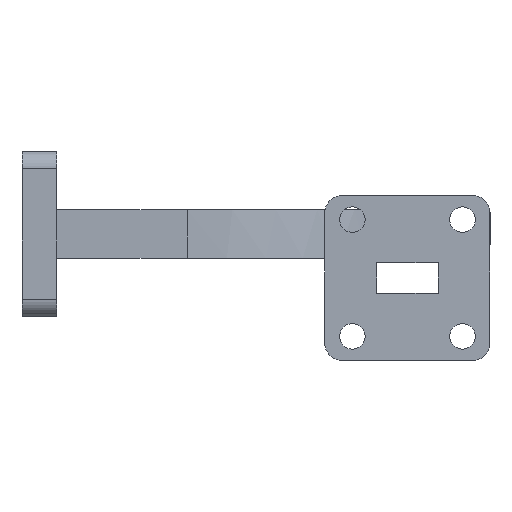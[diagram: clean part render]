
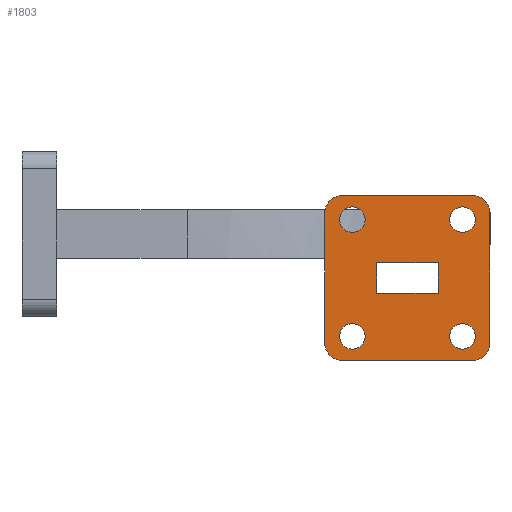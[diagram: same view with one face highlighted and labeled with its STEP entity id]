
A CAD part, left-side view. The second image highlights one B-rep face of the part: STEP entity #1803.
In plain terms, the highlighted planar face has unit normal (-1, 0, 0).
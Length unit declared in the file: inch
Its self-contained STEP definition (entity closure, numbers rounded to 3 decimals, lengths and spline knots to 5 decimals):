
#44 = CIRCLE ( 'NONE', #388, 0.058 ) ;
#55 = CARTESIAN_POINT ( 'NONE',  ( 0., -0.14, -0.07 ) ) ;
#66 = VERTEX_POINT ( 'NONE', #1114 ) ;
#67 = DIRECTION ( 'NONE',  ( -1., 0., 0. ) ) ;
#89 = AXIS2_PLACEMENT_3D ( 'NONE', #673, #2053, #1293 ) ;
#99 = VERTEX_POINT ( 'NONE', #2347 ) ;
#189 = EDGE_CURVE ( 'NONE', #99, #1124, #2144, .T. ) ;
#193 = DIRECTION ( 'NONE',  ( 0., 0., 1. ) ) ;
#196 = CIRCLE ( 'NONE', #634, 0.058 ) ;
#207 = EDGE_CURVE ( 'NONE', #1938, #1262, #1309, .T. ) ;
#209 = ORIENTED_EDGE ( 'NONE', *, *, #2142, .F. ) ;
#215 = CARTESIAN_POINT ( 'NONE',  ( 0., -0.375, -0.375 ) ) ;
#229 = PLANE ( 'NONE',  #895 ) ;
#230 = LINE ( 'NONE', #215, #574 ) ;
#275 = EDGE_CURVE ( 'NONE', #1315, #481, #1001, .T. ) ;
#308 = CARTESIAN_POINT ( 'NONE',  ( 0., 0.375, 0.29626 ) ) ;
#346 = EDGE_LOOP ( 'NONE', ( #1067, #874, #1657, #1000 ) ) ;
#388 = AXIS2_PLACEMENT_3D ( 'NONE', #1008, #996, #1201 ) ;
#392 = ORIENTED_EDGE ( 'NONE', *, *, #2506, .T. ) ;
#393 = DIRECTION ( 'NONE',  ( 0., 0., -1. ) ) ;
#438 = VERTEX_POINT ( 'NONE', #872 ) ;
#450 = CARTESIAN_POINT ( 'NONE',  ( 0., 0.25, -0.20696 ) ) ;
#469 = EDGE_LOOP ( 'NONE', ( #2077 ) ) ;
#481 = VERTEX_POINT ( 'NONE', #2069 ) ;
#497 = DIRECTION ( 'NONE',  ( 0., 0., 1. ) ) ;
#524 = DIRECTION ( 'NONE',  ( 0., -1., 0. ) ) ;
#530 = ORIENTED_EDGE ( 'NONE', *, *, #1241, .T. ) ;
#548 = DIRECTION ( 'NONE',  ( 0., 0., 1. ) ) ;
#574 = VECTOR ( 'NONE', #1822, 39.37008 ) ;
#634 = AXIS2_PLACEMENT_3D ( 'NONE', #1665, #1497, #497 ) ;
#637 = VECTOR ( 'NONE', #548, 39.37008 ) ;
#638 = ORIENTED_EDGE ( 'NONE', *, *, #2337, .F. ) ;
#672 = CARTESIAN_POINT ( 'NONE',  ( 0., 0.25, -0.26496 ) ) ;
#673 = CARTESIAN_POINT ( 'NONE',  ( 0., 0.29626, -0.29626 ) ) ;
#730 = EDGE_CURVE ( 'NONE', #1388, #481, #939, .T. ) ;
#737 = DIRECTION ( 'NONE',  ( 0., -1., 0. ) ) ;
#813 = CARTESIAN_POINT ( 'NONE',  ( 0., 0.25, 0.32296 ) ) ;
#817 = EDGE_LOOP ( 'NONE', ( #2078 ) ) ;
#829 = EDGE_CURVE ( 'NONE', #926, #66, #835, .T. ) ;
#835 = LINE ( 'NONE', #1235, #2228 ) ;
#838 = FACE_BOUND ( 'NONE', #817, .T. ) ;
#872 = CARTESIAN_POINT ( 'NONE',  ( 0., -0.25, -0.20696 ) ) ;
#874 = ORIENTED_EDGE ( 'NONE', *, *, #2029, .T. ) ;
#895 = AXIS2_PLACEMENT_3D ( 'NONE', #1992, #1045, #193 ) ;
#898 = ORIENTED_EDGE ( 'NONE', *, *, #1543, .F. ) ;
#926 = VERTEX_POINT ( 'NONE', #2505 ) ;
#939 = CIRCLE ( 'NONE', #1546, 0.07874 ) ;
#942 = CARTESIAN_POINT ( 'NONE',  ( 0., -0.29626, -0.375 ) ) ;
#952 = DIRECTION ( 'NONE',  ( -1., 0., 0. ) ) ;
#967 = DIRECTION ( 'NONE',  ( -1., 0., 0. ) ) ;
#996 = DIRECTION ( 'NONE',  ( -1., 0., 0. ) ) ;
#1000 = ORIENTED_EDGE ( 'NONE', *, *, #1937, .T. ) ;
#1001 = LINE ( 'NONE', #1616, #1226 ) ;
#1008 = CARTESIAN_POINT ( 'NONE',  ( 0., -0.25, -0.26496 ) ) ;
#1017 = FACE_BOUND ( 'NONE', #469, .T. ) ;
#1028 = EDGE_LOOP ( 'NONE', ( #209, #392, #638, #2258, #1243, #530, #1869, #1188 ) ) ;
#1045 = DIRECTION ( 'NONE',  ( -1., 0., 0. ) ) ;
#1067 = ORIENTED_EDGE ( 'NONE', *, *, #189, .T. ) ;
#1084 = DIRECTION ( 'NONE',  ( 0., 0., 1. ) ) ;
#1101 = CIRCLE ( 'NONE', #2335, 0.058 ) ;
#1108 = DIRECTION ( 'NONE',  ( -1., 0., 0. ) ) ;
#1110 = CARTESIAN_POINT ( 'NONE',  ( 0., -0.375, 0.375 ) ) ;
#1114 = CARTESIAN_POINT ( 'NONE',  ( 0., -0.14, -0.07 ) ) ;
#1119 = CARTESIAN_POINT ( 'NONE',  ( 0., 0.14, -0.07 ) ) ;
#1124 = VERTEX_POINT ( 'NONE', #1334 ) ;
#1188 = ORIENTED_EDGE ( 'NONE', *, *, #207, .T. ) ;
#1195 = VERTEX_POINT ( 'NONE', #2198 ) ;
#1201 = DIRECTION ( 'NONE',  ( 0., 0., 1. ) ) ;
#1207 = FACE_BOUND ( 'NONE', #2043, .T. ) ;
#1226 = VECTOR ( 'NONE', #393, 39.37008 ) ;
#1235 = CARTESIAN_POINT ( 'NONE',  ( 0., -0.14, -0.07 ) ) ;
#1241 = EDGE_CURVE ( 'NONE', #1315, #1582, #1475, .T. ) ;
#1242 = CIRCLE ( 'NONE', #89, 0.07874 ) ;
#1243 = ORIENTED_EDGE ( 'NONE', *, *, #275, .F. ) ;
#1246 = VERTEX_POINT ( 'NONE', #813 ) ;
#1258 = CARTESIAN_POINT ( 'NONE',  ( 0., -0.25, 0.32296 ) ) ;
#1262 = VERTEX_POINT ( 'NONE', #308 ) ;
#1292 = LINE ( 'NONE', #55, #2224 ) ;
#1293 = DIRECTION ( 'NONE',  ( 0., -1., 0. ) ) ;
#1309 = CIRCLE ( 'NONE', #1509, 0.07874 ) ;
#1315 = VERTEX_POINT ( 'NONE', #1603 ) ;
#1318 = DIRECTION ( 'NONE',  ( 0., -1., 0. ) ) ;
#1334 = CARTESIAN_POINT ( 'NONE',  ( 0., 0.14, 0.07 ) ) ;
#1347 = DIRECTION ( 'NONE',  ( 0., 0., 1. ) ) ;
#1364 = EDGE_CURVE ( 'NONE', #1938, #1582, #2124, .T. ) ;
#1365 = EDGE_LOOP ( 'NONE', ( #1532 ) ) ;
#1388 = VERTEX_POINT ( 'NONE', #942 ) ;
#1436 = DIRECTION ( 'NONE',  ( 0., -1., 0. ) ) ;
#1463 = DIRECTION ( 'NONE',  ( 0., 1., 0. ) ) ;
#1466 = EDGE_CURVE ( 'NONE', #438, #438, #44, .T. ) ;
#1475 = CIRCLE ( 'NONE', #1839, 0.07874 ) ;
#1497 = DIRECTION ( 'NONE',  ( -1., 0., 0. ) ) ;
#1509 = AXIS2_PLACEMENT_3D ( 'NONE', #2553, #952, #524 ) ;
#1529 = CARTESIAN_POINT ( 'NONE',  ( 0., -0.29626, -0.29626 ) ) ;
#1532 = ORIENTED_EDGE ( 'NONE', *, *, #1466, .F. ) ;
#1543 = EDGE_CURVE ( 'NONE', #2152, #2152, #2422, .T. ) ;
#1546 = AXIS2_PLACEMENT_3D ( 'NONE', #1529, #967, #2571 ) ;
#1582 = VERTEX_POINT ( 'NONE', #2254 ) ;
#1603 = CARTESIAN_POINT ( 'NONE',  ( 0., -0.375, 0.29626 ) ) ;
#1611 = CARTESIAN_POINT ( 'NONE',  ( 0., -0.14, 0.07 ) ) ;
#1616 = CARTESIAN_POINT ( 'NONE',  ( 0., -0.375, -0.375 ) ) ;
#1625 = AXIS2_PLACEMENT_3D ( 'NONE', #2095, #67, #1084 ) ;
#1630 = VECTOR ( 'NONE', #1347, 39.37008 ) ;
#1657 = ORIENTED_EDGE ( 'NONE', *, *, #829, .T. ) ;
#1665 = CARTESIAN_POINT ( 'NONE',  ( 0., 0.25, 0.26496 ) ) ;
#1767 = LINE ( 'NONE', #2158, #1630 ) ;
#1803 = ADVANCED_FACE ( 'NONE', ( #2420, #1207, #838, #1017, #2229, #2167 ), #229, .T. ) ;
#1822 = DIRECTION ( 'NONE',  ( 0., 1., 0. ) ) ;
#1839 = AXIS2_PLACEMENT_3D ( 'NONE', #2534, #1903, #737 ) ;
#1869 = ORIENTED_EDGE ( 'NONE', *, *, #1364, .F. ) ;
#1876 = EDGE_CURVE ( 'NONE', #2456, #2456, #1101, .T. ) ;
#1903 = DIRECTION ( 'NONE',  ( -1., 0., 0. ) ) ;
#1937 = EDGE_CURVE ( 'NONE', #66, #99, #1292, .T. ) ;
#1938 = VERTEX_POINT ( 'NONE', #2490 ) ;
#1962 = VECTOR ( 'NONE', #1318, 39.37008 ) ;
#1992 = CARTESIAN_POINT ( 'NONE',  ( 0., 0., 0. ) ) ;
#2021 = VERTEX_POINT ( 'NONE', #2341 ) ;
#2029 = EDGE_CURVE ( 'NONE', #1124, #926, #2382, .T. ) ;
#2043 = EDGE_LOOP ( 'NONE', ( #898 ) ) ;
#2053 = DIRECTION ( 'NONE',  ( -1., 0., 0. ) ) ;
#2067 = EDGE_CURVE ( 'NONE', #1246, #1246, #196, .T. ) ;
#2069 = CARTESIAN_POINT ( 'NONE',  ( 0., -0.375, -0.29626 ) ) ;
#2077 = ORIENTED_EDGE ( 'NONE', *, *, #1876, .F. ) ;
#2078 = ORIENTED_EDGE ( 'NONE', *, *, #2067, .F. ) ;
#2091 = DIRECTION ( 'NONE',  ( 0., 0., 1. ) ) ;
#2095 = CARTESIAN_POINT ( 'NONE',  ( 0., -0.25, 0.26496 ) ) ;
#2098 = VECTOR ( 'NONE', #1436, 39.37008 ) ;
#2124 = LINE ( 'NONE', #1110, #1962 ) ;
#2142 = EDGE_CURVE ( 'NONE', #1195, #1262, #1767, .T. ) ;
#2144 = LINE ( 'NONE', #1119, #637 ) ;
#2152 = VERTEX_POINT ( 'NONE', #1258 ) ;
#2158 = CARTESIAN_POINT ( 'NONE',  ( 0., 0.375, -0.375 ) ) ;
#2167 = FACE_OUTER_BOUND ( 'NONE', #1028, .T. ) ;
#2198 = CARTESIAN_POINT ( 'NONE',  ( 0., 0.375, -0.29626 ) ) ;
#2224 = VECTOR ( 'NONE', #1463, 39.37008 ) ;
#2228 = VECTOR ( 'NONE', #2416, 39.37008 ) ;
#2229 = FACE_BOUND ( 'NONE', #346, .T. ) ;
#2254 = CARTESIAN_POINT ( 'NONE',  ( 0., -0.29626, 0.375 ) ) ;
#2258 = ORIENTED_EDGE ( 'NONE', *, *, #730, .T. ) ;
#2335 = AXIS2_PLACEMENT_3D ( 'NONE', #672, #1108, #2091 ) ;
#2337 = EDGE_CURVE ( 'NONE', #1388, #2021, #230, .T. ) ;
#2341 = CARTESIAN_POINT ( 'NONE',  ( 0., 0.29626, -0.375 ) ) ;
#2347 = CARTESIAN_POINT ( 'NONE',  ( 0., 0.14, -0.07 ) ) ;
#2382 = LINE ( 'NONE', #1611, #2098 ) ;
#2416 = DIRECTION ( 'NONE',  ( 0., 0., -1. ) ) ;
#2420 = FACE_BOUND ( 'NONE', #1365, .T. ) ;
#2422 = CIRCLE ( 'NONE', #1625, 0.058 ) ;
#2456 = VERTEX_POINT ( 'NONE', #450 ) ;
#2490 = CARTESIAN_POINT ( 'NONE',  ( 0., 0.29626, 0.375 ) ) ;
#2505 = CARTESIAN_POINT ( 'NONE',  ( 0., -0.14, 0.07 ) ) ;
#2506 = EDGE_CURVE ( 'NONE', #1195, #2021, #1242, .T. ) ;
#2534 = CARTESIAN_POINT ( 'NONE',  ( 0., -0.29626, 0.29626 ) ) ;
#2553 = CARTESIAN_POINT ( 'NONE',  ( 0., 0.29626, 0.29626 ) ) ;
#2571 = DIRECTION ( 'NONE',  ( 0., -1., 0. ) ) ;
